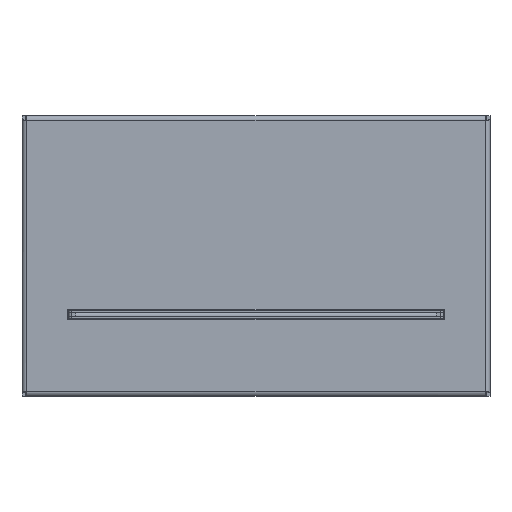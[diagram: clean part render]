
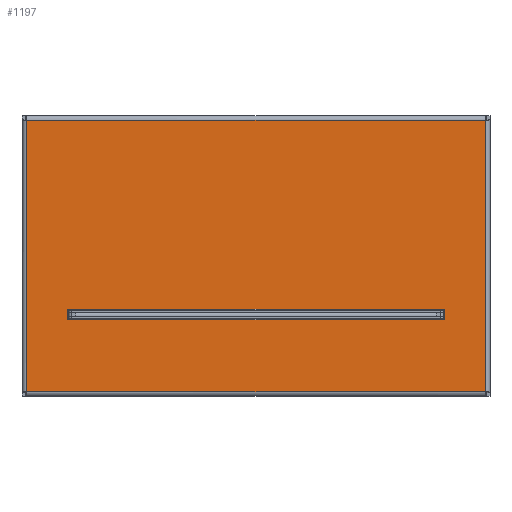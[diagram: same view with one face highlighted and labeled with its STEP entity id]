
A CAD part, top view. The second image highlights one B-rep face of the part: STEP entity #1197.
In plain terms, the highlighted planar face has unit normal (0, 0, 1).
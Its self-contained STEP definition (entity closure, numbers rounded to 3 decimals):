
#1197=ADVANCED_FACE('',(#2600,#2601),#2602,.T.);
#2600=FACE_BOUND('',#4534,.T.);
#2601=FACE_OUTER_BOUND('',#4535,.T.);
#2602=PLANE('',#4536);
#4534=EDGE_LOOP('',(#7488,#7489,#7490,#7491,#7492,#7493,#7494,#7495));
#4535=EDGE_LOOP('',(#7496,#7497,#7498,#7499));
#4536=AXIS2_PLACEMENT_3D('',#7500,#7501,#7502);
#7488=ORIENTED_EDGE('',*,*,#10979,.F.);
#7489=ORIENTED_EDGE('',*,*,#11096,.F.);
#7490=ORIENTED_EDGE('',*,*,#11000,.F.);
#7491=ORIENTED_EDGE('',*,*,#11097,.F.);
#7492=ORIENTED_EDGE('',*,*,#11009,.F.);
#7493=ORIENTED_EDGE('',*,*,#11098,.F.);
#7494=ORIENTED_EDGE('',*,*,#11099,.F.);
#7495=ORIENTED_EDGE('',*,*,#11100,.F.);
#7496=ORIENTED_EDGE('',*,*,#11092,.T.);
#7497=ORIENTED_EDGE('',*,*,#11003,.T.);
#7498=ORIENTED_EDGE('',*,*,#10982,.T.);
#7499=ORIENTED_EDGE('',*,*,#10990,.T.);
#7500=CARTESIAN_POINT('',(0.0,0.0,0.0));
#7501=DIRECTION('',(0.0,0.0,1.0));
#7502=DIRECTION('',(1.0,0.0,0.0));
#10979=EDGE_CURVE('',#13218,#13220,#13221,.T.);
#10982=EDGE_CURVE('',#13224,#13225,#13226,.T.);
#10990=EDGE_CURVE('',#13225,#13236,#13237,.T.);
#11000=EDGE_CURVE('',#13250,#13252,#13253,.T.);
#11003=EDGE_CURVE('',#13256,#13224,#13257,.T.);
#11009=EDGE_CURVE('',#13263,#13265,#13266,.T.);
#11092=EDGE_CURVE('',#13236,#13256,#13377,.T.);
#11096=EDGE_CURVE('',#13252,#13218,#13381,.T.);
#11097=EDGE_CURVE('',#13265,#13250,#13382,.T.);
#11098=EDGE_CURVE('',#13383,#13263,#13384,.T.);
#11099=EDGE_CURVE('',#13385,#13383,#13386,.T.);
#11100=EDGE_CURVE('',#13220,#13385,#13387,.T.);
#13218=VERTEX_POINT('',#16343);
#13220=VERTEX_POINT('',#16346);
#13221=LINE('',#16347,#16348);
#13224=VERTEX_POINT('',#16352);
#13225=VERTEX_POINT('',#16353);
#13226=LINE('',#16354,#16355);
#13236=VERTEX_POINT('',#16366);
#13237=LINE('',#16367,#16368);
#13250=VERTEX_POINT('',#16385);
#13252=VERTEX_POINT('',#16388);
#13253=LINE('',#16389,#16390);
#13256=VERTEX_POINT('',#16394);
#13257=LINE('',#16395,#16396);
#13263=VERTEX_POINT('',#16403);
#13265=VERTEX_POINT('',#16406);
#13266=LINE('',#16407,#16408);
#13377=LINE('',#16567,#16568);
#13381=CIRCLE('',#16573,0.1);
#13382=CIRCLE('',#16574,0.1);
#13383=VERTEX_POINT('',#16575);
#13384=CIRCLE('',#16576,0.1);
#13385=VERTEX_POINT('',#16577);
#13386=LINE('',#16578,#16579);
#13387=CIRCLE('',#16580,0.1);
#16343=CARTESIAN_POINT('',(-80.5,-22.85,0.0));
#16346=CARTESIAN_POINT('',(-80.5,-27.15,0.0));
#16347=CARTESIAN_POINT('',(-80.5,0.,0.0));
#16348=VECTOR('',#19261,1.0);
#16352=CARTESIAN_POINT('',(98.0,-58.0,0.0));
#16353=CARTESIAN_POINT('',(98.0,58.0,0.));
#16354=CARTESIAN_POINT('',(98.0,0.0,0.0));
#16355=VECTOR('',#19263,1.0);
#16366=CARTESIAN_POINT('',(-98.0,58.0,0.0));
#16367=CARTESIAN_POINT('',(0.0,58.0,0.0));
#16368=VECTOR('',#19277,1.0);
#16385=CARTESIAN_POINT('',(80.4,-22.75,0.0));
#16388=CARTESIAN_POINT('',(-80.4,-22.75,0.0));
#16389=CARTESIAN_POINT('',(0.,-22.75,0.0));
#16390=VECTOR('',#19289,1.0);
#16394=CARTESIAN_POINT('',(-98.0,-58.0,0.));
#16395=CARTESIAN_POINT('',(0.0,-58.0,0.0));
#16396=VECTOR('',#19291,1.0);
#16403=CARTESIAN_POINT('',(80.5,-27.15,0.0));
#16406=CARTESIAN_POINT('',(80.5,-22.85,0.0));
#16407=CARTESIAN_POINT('',(80.5,0.,0.0));
#16408=VECTOR('',#19300,1.0);
#16567=CARTESIAN_POINT('',(-98.0,0.0,0.0));
#16568=VECTOR('',#19382,1.0);
#16573=AXIS2_PLACEMENT_3D('',#19384,#19385,#19386);
#16574=AXIS2_PLACEMENT_3D('',#19387,#19388,#19389);
#16575=CARTESIAN_POINT('',(80.4,-27.25,0.0));
#16576=AXIS2_PLACEMENT_3D('',#19390,#19391,#19392);
#16577=CARTESIAN_POINT('',(-80.4,-27.25,0.0));
#16578=CARTESIAN_POINT('',(0.0,-27.25,0.0));
#16579=VECTOR('',#19393,1.0);
#16580=AXIS2_PLACEMENT_3D('',#19394,#19395,#19396);
#19261=DIRECTION('',(0.,-1.0,0.0));
#19263=DIRECTION('',(0.0,1.0,0.0));
#19277=DIRECTION('',(-1.0,0.0,0.0));
#19289=DIRECTION('',(-1.0,0.,0.0));
#19291=DIRECTION('',(1.0,0.0,0.0));
#19300=DIRECTION('',(0.,1.0,0.0));
#19382=DIRECTION('',(0.0,-1.0,0.0));
#19384=CARTESIAN_POINT('',(-80.4,-22.85,0.0));
#19385=DIRECTION('',(0.0,0.0,1.0));
#19386=DIRECTION('',(1.0,0.0,0.0));
#19387=CARTESIAN_POINT('',(80.4,-22.85,0.0));
#19388=DIRECTION('',(0.0,0.0,1.0));
#19389=DIRECTION('',(1.0,0.0,0.0));
#19390=CARTESIAN_POINT('',(80.4,-27.15,0.0));
#19391=DIRECTION('',(0.0,0.0,1.0));
#19392=DIRECTION('',(1.0,0.0,0.0));
#19393=DIRECTION('',(1.0,0.0,0.0));
#19394=CARTESIAN_POINT('',(-80.4,-27.15,0.0));
#19395=DIRECTION('',(0.0,0.0,1.0));
#19396=DIRECTION('',(1.0,0.0,0.0));
